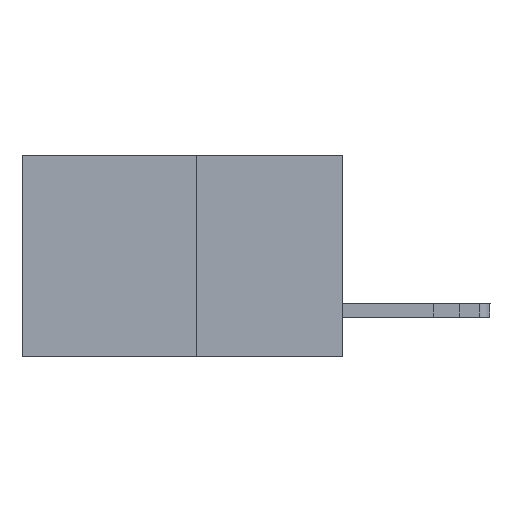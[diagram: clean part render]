
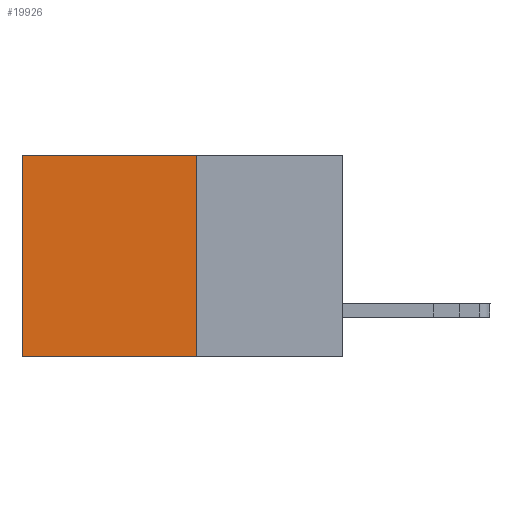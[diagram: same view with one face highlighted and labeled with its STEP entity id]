
A CAD part, left-side view. The second image highlights one B-rep face of the part: STEP entity #19926.
In plain terms, the highlighted planar face has unit normal (-1, 0, 0).
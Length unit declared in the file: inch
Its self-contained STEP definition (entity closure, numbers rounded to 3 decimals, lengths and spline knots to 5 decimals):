
#53 = EDGE_CURVE ( 'NONE', #1661, #23942, #347, .T. ) ;
#347 = LINE ( 'NONE', #23060, #15286 ) ;
#1598 = EDGE_CURVE ( 'NONE', #23942, #13350, #17972, .T. ) ;
#1661 = VERTEX_POINT ( 'NONE', #9156 ) ;
#2361 = DIRECTION ( 'NONE',  ( 1., 0., 0. ) ) ;
#3021 = CARTESIAN_POINT ( 'NONE',  ( 0.277, 0.59, -0.37 ) ) ;
#3836 = ORIENTED_EDGE ( 'NONE', *, *, #20794, .F. ) ;
#4186 = VERTEX_POINT ( 'NONE', #5288 ) ;
#4227 = CARTESIAN_POINT ( 'NONE',  ( 0.277, 0.27, -0.37 ) ) ;
#5079 = LINE ( 'NONE', #22765, #9643 ) ;
#5288 = CARTESIAN_POINT ( 'NONE',  ( 0.277, 0.27, -0.37 ) ) ;
#6018 = ORIENTED_EDGE ( 'NONE', *, *, #53, .T. ) ;
#6575 = ORIENTED_EDGE ( 'NONE', *, *, #9556, .F. ) ;
#9156 = CARTESIAN_POINT ( 'NONE',  ( 0.277, 0.27, 0. ) ) ;
#9509 = AXIS2_PLACEMENT_3D ( 'NONE', #4227, #2361, #16035 ) ;
#9556 = EDGE_CURVE ( 'NONE', #4186, #13350, #12443, .T. ) ;
#9643 = VECTOR ( 'NONE', #12997, 39.37008 ) ;
#10912 = FACE_OUTER_BOUND ( 'NONE', #17387, .T. ) ;
#12443 = LINE ( 'NONE', #18094, #18284 ) ;
#12608 = DIRECTION ( 'NONE',  ( 0., 1., 0. ) ) ;
#12950 = ORIENTED_EDGE ( 'NONE', *, *, #1598, .T. ) ;
#12997 = DIRECTION ( 'NONE',  ( 0., 0., -1. ) ) ;
#13350 = VERTEX_POINT ( 'NONE', #25063 ) ;
#14046 = PLANE ( 'NONE',  #9509 ) ;
#15286 = VECTOR ( 'NONE', #12608, 39.37008 ) ;
#16035 = DIRECTION ( 'NONE',  ( 0., 0., -1. ) ) ;
#16831 = CARTESIAN_POINT ( 'NONE',  ( 0.277, 0.59, 0. ) ) ;
#17387 = EDGE_LOOP ( 'NONE', ( #12950, #6575, #3836, #6018 ) ) ;
#17972 = LINE ( 'NONE', #3021, #22577 ) ;
#18094 = CARTESIAN_POINT ( 'NONE',  ( 0.277, 0.27, -0.37 ) ) ;
#18284 = VECTOR ( 'NONE', #20073, 39.37008 ) ;
#19926 = ADVANCED_FACE ( 'NONE', ( #10912 ), #14046, .F. ) ;
#20073 = DIRECTION ( 'NONE',  ( 0., 1., 0. ) ) ;
#20794 = EDGE_CURVE ( 'NONE', #1661, #4186, #5079, .T. ) ;
#22577 = VECTOR ( 'NONE', #22687, 39.37008 ) ;
#22687 = DIRECTION ( 'NONE',  ( 0., 0., -1. ) ) ;
#22765 = CARTESIAN_POINT ( 'NONE',  ( 0.277, 0.27, -0.37 ) ) ;
#23060 = CARTESIAN_POINT ( 'NONE',  ( 0.277, 0.27, 0. ) ) ;
#23942 = VERTEX_POINT ( 'NONE', #16831 ) ;
#25063 = CARTESIAN_POINT ( 'NONE',  ( 0.277, 0.59, -0.37 ) ) ;
